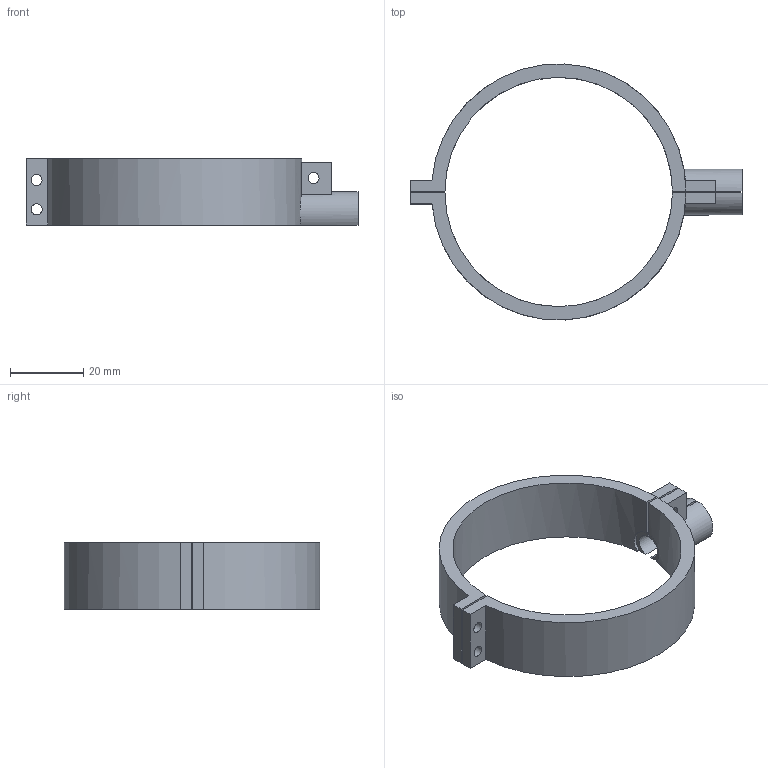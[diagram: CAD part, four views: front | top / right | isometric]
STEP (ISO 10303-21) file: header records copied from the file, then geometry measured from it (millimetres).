
FILE_DESCRIPTION(/* description */ (''),/* implementation_level */ '2;1');
FILE_NAME(/* name */ 'Piezo-wireProtector_v4.step',/* time_stamp */ '2024-07-12T15:53:21-05:00',/* author */ (''),/* organization */ (''),/* preprocessor_version */ 'ST-DEVELOPER v20',/* originating_system */ 'Autodesk Translation Framework v13.14.0.145',/* authorisation */ '');
FILE_SCHEMA (('AUTOMOTIVE_DESIGN { 1 0 10303 214 3 1 1 }'));
Length unit declared in the file: millimetre
Products named in the file (1): (Unsaved)
Bounding box: 90.44 x 69.73 x 18.02 mm (x, y, z)
Volume: 15667.9 mm3; surface area: 10944.7 mm2
Topology: 2 solids, 2 shells, 46 faces, 126 edges, 84 vertices
Faces by surface type: plane 28, cylinder 18
Full cylindrical faces by diameter (mm): 3 x6
Entity records: 1575 total; most frequent: CARTESIAN_POINT 309, DIRECTION 254, ORIENTED_EDGE 252, EDGE_CURVE 126, AXIS2_PLACEMENT_3D 85, LINE 84, VECTOR 84, VERTEX_POINT 84
